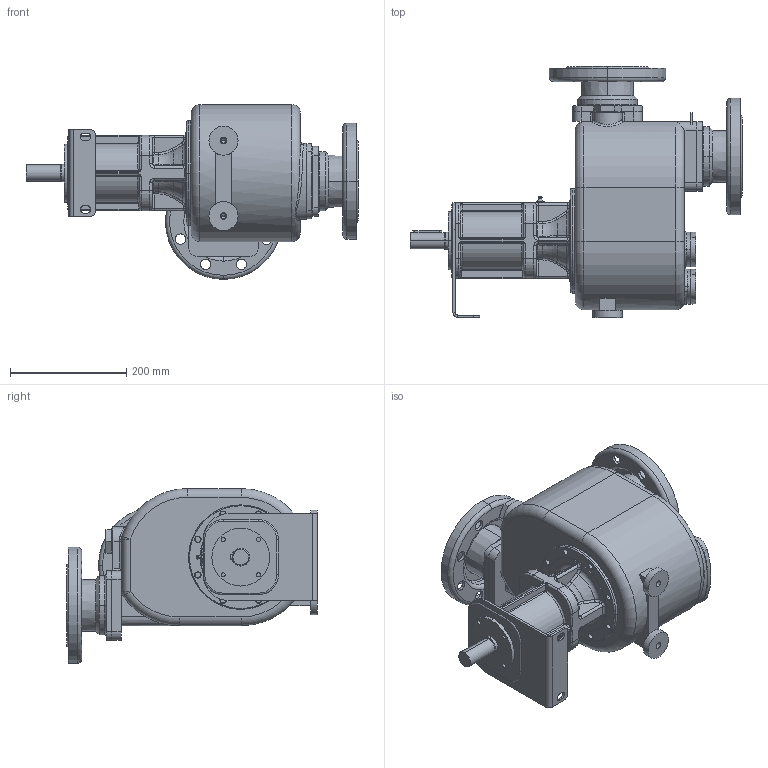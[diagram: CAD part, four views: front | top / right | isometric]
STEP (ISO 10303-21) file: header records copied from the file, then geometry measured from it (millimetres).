
FILE_DESCRIPTION((''),'2;1');
FILE_NAME('S_82_K_B_F','2019-06-04T14:19:47',('Nicola'),(''),'CREO PARAMETRIC BY PTC INC, 2017110','CREO PARAMETRIC BY PTC INC, 2017110','');
FILE_SCHEMA(('CONFIG_CONTROL_DESIGN'));
Products named in the file (1): S_82_K_B_F
Bounding box: 571.5 x 432 x 301 mm (x, y, z)
Volume: 16176333.5 mm3; surface area: 951645.5 mm2
Topology: 1 solids, 3 shells, 1003 faces, 2352 edges, 1410 vertices
Faces by surface type: cylinder 406, plane 233, torus 150, cone 116, bspline 86, sphere 8, extrusion 4
Entity records: 46130 total; most frequent: CARTESIAN_POINT 22881, DIRECTION 5201, ORIENTED_EDGE 4696, EDGE_CURVE 2348, AXIS2_PLACEMENT_3D 2217, VERTEX_POINT 1410, CIRCLE 1300, EDGE_LOOP 1144
